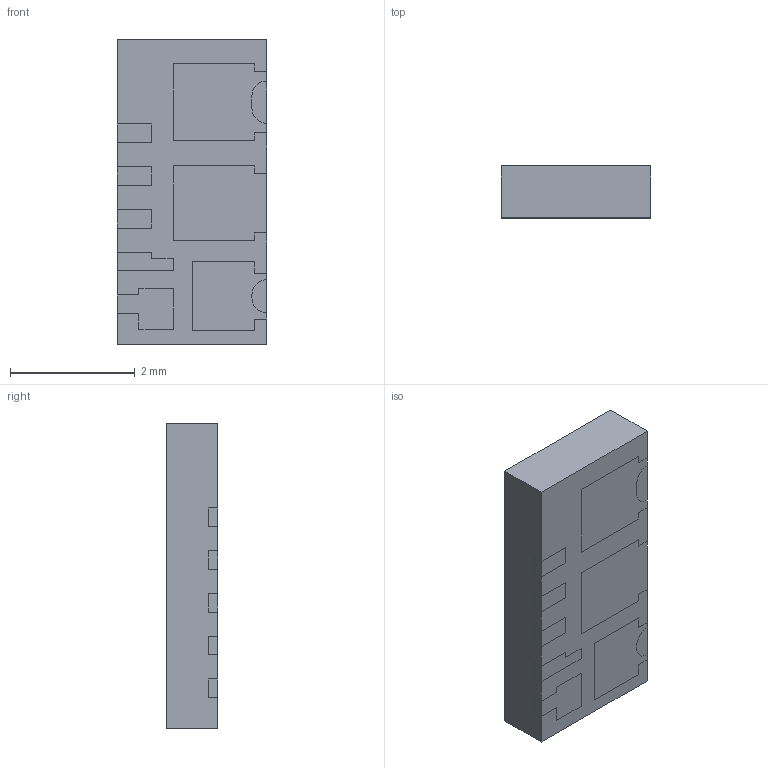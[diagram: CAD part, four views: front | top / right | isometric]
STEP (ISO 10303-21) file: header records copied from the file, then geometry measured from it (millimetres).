
FILE_DESCRIPTION (( 'STEP AP214' ), '1' );
FILE_NAME ('VCNL3020-GS08.STEP', '2021-08-10T22:43:10', ( '' ), ( '' ), 'SwSTEP 2.0', 'SolidWorks 2017', '' );
FILE_SCHEMA (( 'AUTOMOTIVE_DESIGN' ));
Length unit declared in the file: millimetre
Products named in the file (1): VCNL3020-GS08
Bounding box: 2.4 x 0.83 x 4.9 mm (x, y, z)
Volume: 9.6 mm3; surface area: 63.7 mm2
Topology: 11 solids, 11 shells, 176 faces, 456 edges, 304 vertices
Faces by surface type: plane 144, cylinder 24, torus 8
Entity records: 5448 total; most frequent: CARTESIAN_POINT 937, ORIENTED_EDGE 912, DIRECTION 874, EDGE_CURVE 456, VECTOR 392, LINE 392, VERTEX_POINT 304, AXIS2_PLACEMENT_3D 241
